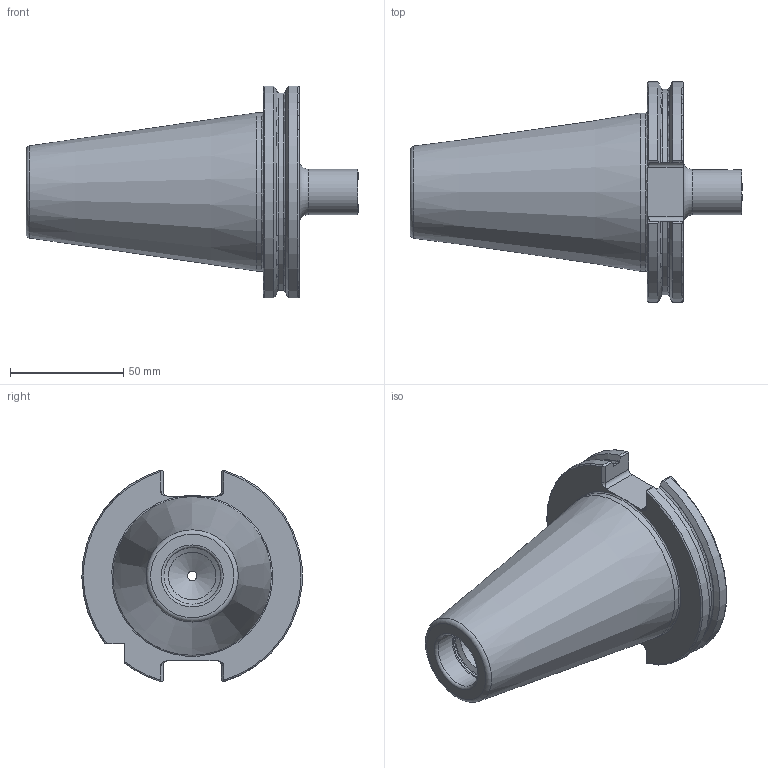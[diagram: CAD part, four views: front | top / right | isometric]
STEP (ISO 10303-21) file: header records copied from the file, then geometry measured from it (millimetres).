
FILE_DESCRIPTION (( 'STEP AP214' ), '1' );
FILE_NAME ('SK5.ST1.K01.045.STEP', '2020-04-15T11:58:51', ( '' ), ( '' ), 'SwSTEP 2.0', 'SolidWorks 2017', '' );
FILE_SCHEMA (( 'AUTOMOTIVE_DESIGN' ));
Length unit declared in the file: millimetre
Products named in the file (3): SK5.ST1.K01.045; SK5-ST1.K01.045_B; ST1-ER1.001.005_A
Assembly tree (2 placements, depth 2):
  SK5.ST1.K01.045
    SK5-ST1.K01.045_B
    ST1-ER1.001.005_A
Bounding box: 146.6 x 97.28 x 93.51 mm (x, y, z)
Volume: 346112.8 mm3; surface area: 42697.5 mm2
Topology: 2 solids, 2 shells, 126 faces, 331 edges, 209 vertices
Faces by surface type: plane 54, cylinder 30, torus 22, cone 18, bspline 2
Full cylindrical faces by diameter (mm): 2 x1, 3.5 x1, 4 x1, 4.2 x1, 11 x1, 12 x1, 20 x1, 21 x1, 25 x1, 25.45 x1, 69.85 x1
Entity records: 4247 total; most frequent: CARTESIAN_POINT 1303, ORIENTED_EDGE 574, DIRECTION 555, EDGE_CURVE 287, AXIS2_PLACEMENT_3D 217, VERTEX_POINT 198, EDGE_LOOP 163, FACE_OUTER_BOUND 145
